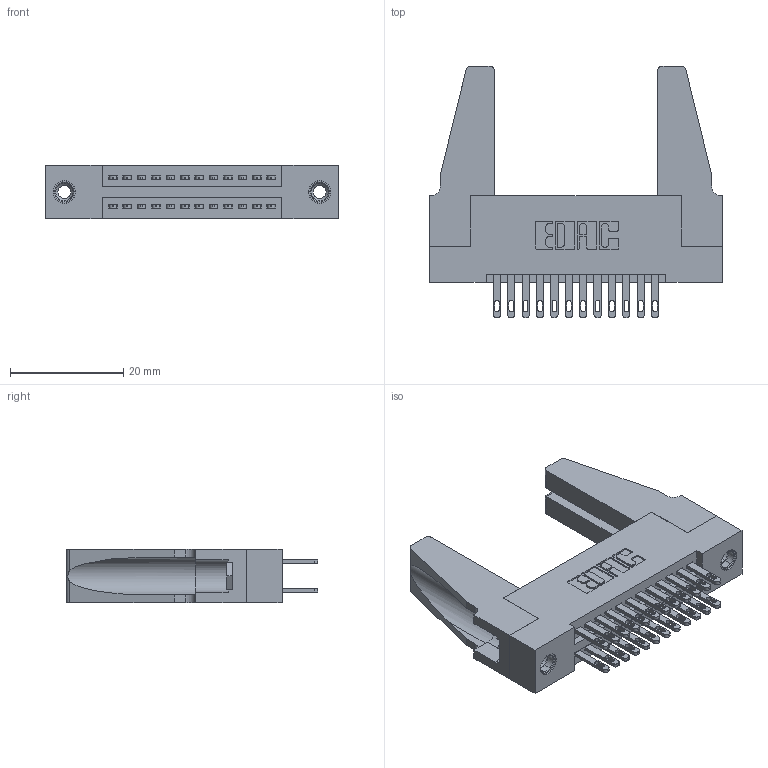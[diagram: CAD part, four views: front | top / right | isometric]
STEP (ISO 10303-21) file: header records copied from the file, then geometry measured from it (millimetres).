
FILE_DESCRIPTION (( 'STEP AP203' ), '1' );
FILE_NAME ('345-024-500-288.STEP', '2019-10-27T16:11:08', ( '' ), ( '' ), 'SwSTEP 2.0', 'SolidWorks 2016', '' );
FILE_SCHEMA (( 'CONFIG_CONTROL_DESIGN' ));
Length unit declared in the file: inch
Products named in the file (5): 345-250-001_345-250-001-102; 345-024-500-288; 345-292-001_345-293-100; 345 Part_Flush Mounting Lugs - 0.156 Dia-TH; 345-220-078_345-220-088
Assembly tree (29 placements, depth 2):
  345-024-500-288
    345 Part_Flush Mounting Lugs - 0.156 Dia-TH
    345-292-001_345-293-100  x24
    345-250-001_345-250-001-102  x2
    345-220-078_345-220-088  x2
Bounding box: 51.71 x 44.37 x 9.4 mm (x, y, z)
Volume: 8070.9 mm3; surface area: 9908.4 mm2
Topology: 29 solids, 29 shells, 1354 faces, 4039 edges, 2682 vertices
Faces by surface type: plane 800, cylinder 538, cone 12, torus 4
Entity records: 15532 total; most frequent: CARTESIAN_POINT 2626, ORIENTED_EDGE 2520, DIRECTION 2360, EDGE_CURVE 1260, LINE 1034, VECTOR 1034, VERTEX_POINT 834, AXIS2_PLACEMENT_3D 663
